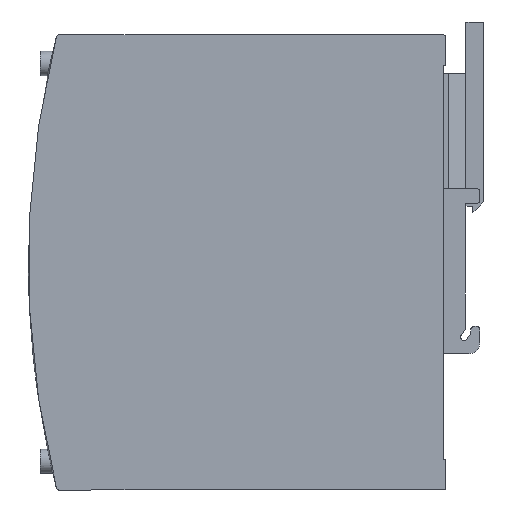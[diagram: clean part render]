
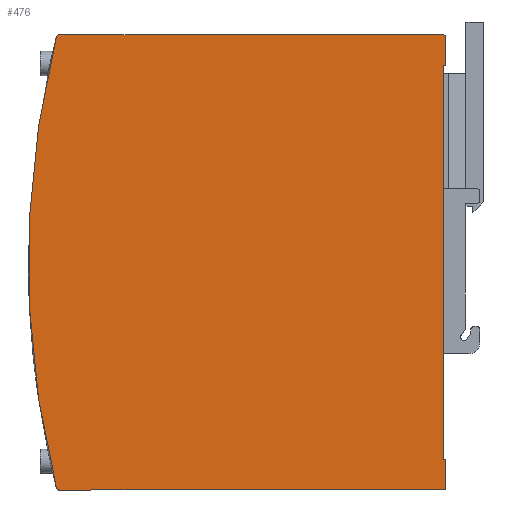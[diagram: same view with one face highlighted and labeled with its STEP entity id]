
A CAD part, front view. The second image highlights one B-rep face of the part: STEP entity #476.
In plain terms, the highlighted planar face has unit normal (0, -1, 0).
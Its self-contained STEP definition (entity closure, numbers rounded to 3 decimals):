
#476=ADVANCED_FACE('',(#3708),#3710,.F.);
#3708=FACE_BOUND('',#3709,.T.);
#3709=EDGE_LOOP('',(#6576,#6577,#6578,#6579,#6580,#6581,#6582,#6583,#6584,#6585,
#6586,#6587));
#3710=PLANE('',#3711);
#3711=AXIS2_PLACEMENT_3D('',#3712,#3713,#3714);
#3712=CARTESIAN_POINT('',(0.,0.,0.));
#3713=DIRECTION('',(0.,1.,0.));
#3714=DIRECTION('',(0.,0.,-1.));
#6576=ORIENTED_EDGE('',*,*,#8407,.T.);
#6577=ORIENTED_EDGE('',*,*,#8408,.F.);
#6578=ORIENTED_EDGE('',*,*,#8409,.F.);
#6579=ORIENTED_EDGE('',*,*,#8410,.F.);
#6580=ORIENTED_EDGE('',*,*,#8411,.F.);
#6581=ORIENTED_EDGE('',*,*,#8412,.F.);
#6582=ORIENTED_EDGE('',*,*,#8263,.F.);
#6583=ORIENTED_EDGE('',*,*,#8406,.F.);
#6584=ORIENTED_EDGE('',*,*,#8413,.F.);
#6585=ORIENTED_EDGE('',*,*,#8414,.F.);
#6586=ORIENTED_EDGE('',*,*,#8415,.F.);
#6587=ORIENTED_EDGE('',*,*,#8416,.F.);
#8263=EDGE_CURVE('',#9238,#9240,#9241,.T.);
#8406=EDGE_CURVE('',#9480,#9238,#9482,.T.);
#8407=EDGE_CURVE('',#9483,#9484,#9485,.F.);
#8408=EDGE_CURVE('',#9486,#9484,#9487,.T.);
#8409=EDGE_CURVE('',#9488,#9486,#9489,.T.);
#8410=EDGE_CURVE('',#9490,#9488,#9491,.T.);
#8411=EDGE_CURVE('',#9492,#9490,#9493,.T.);
#8412=EDGE_CURVE('',#9240,#9492,#9494,.T.);
#8413=EDGE_CURVE('',#9495,#9480,#9496,.T.);
#8414=EDGE_CURVE('',#9497,#9495,#9498,.T.);
#8415=EDGE_CURVE('',#9499,#9497,#9500,.T.);
#8416=EDGE_CURVE('',#9483,#9499,#9501,.T.);
#9238=VERTEX_POINT('',#10947);
#9240=VERTEX_POINT('',#10951);
#9241=CIRCLE('',#10952,250.7);
#9480=VERTEX_POINT('',#12060);
#9482=CIRCLE('',#12064,0.7);
#9483=VERTEX_POINT('',#12068);
#9484=VERTEX_POINT('',#12069);
#9485=LINE('',#12070,#12071);
#9486=VERTEX_POINT('',#12073);
#9487=LINE('',#12074,#12075);
#9488=VERTEX_POINT('',#12077);
#9489=LINE('',#12078,#12079);
#9490=VERTEX_POINT('',#12081);
#9491=CIRCLE('',#12082,0.7);
#9492=VERTEX_POINT('',#12086);
#9493=LINE('',#12087,#12088);
#9494=CIRCLE('',#12090,0.7);
#9495=VERTEX_POINT('',#12094);
#9496=LINE('',#12095,#12096);
#9497=VERTEX_POINT('',#12098);
#9498=CIRCLE('',#12099,0.7);
#9499=VERTEX_POINT('',#12103);
#9500=LINE('',#12104,#12105);
#9501=LINE('',#12107,#12108);
#10947=CARTESIAN_POINT('',(-42.999,0.,-66.805));
#10951=CARTESIAN_POINT('',(-42.999,0.,56.138));
#10952=AXIS2_PLACEMENT_3D('',#10953,#10954,#10955);
#10953=CARTESIAN_POINT('',(200.047,0.,-5.334));
#10954=DIRECTION('',(0.,1.,0.));
#10955=DIRECTION('',(-0.969,0.,-0.245));
#12060=CARTESIAN_POINT('',(-42.321,0.,-67.334));
#12064=AXIS2_PLACEMENT_3D('',#12065,#12066,#12067);
#12065=CARTESIAN_POINT('',(-42.321,0.,-66.634));
#12066=DIRECTION('',(0.,1.,0.));
#12067=DIRECTION('',(0.,0.,-1.));
#12068=CARTESIAN_POINT('',(62.347,0.,-58.934));
#12069=CARTESIAN_POINT('',(62.347,0.,48.266));
#12070=CARTESIAN_POINT('',(62.347,0.,48.266));
#12071=VECTOR('',#12072,1.);
#12072=DIRECTION('',(0.,0.,-1.));
#12073=CARTESIAN_POINT('',(63.047,0.,48.266));
#12074=CARTESIAN_POINT('',(63.047,0.,48.266));
#12075=VECTOR('',#12076,1.);
#12076=DIRECTION('',(-1.,0.,0.));
#12077=CARTESIAN_POINT('',(63.047,0.,55.966));
#12078=CARTESIAN_POINT('',(63.047,0.,55.966));
#12079=VECTOR('',#12080,1.);
#12080=DIRECTION('',(0.,0.,-1.));
#12081=CARTESIAN_POINT('',(62.347,0.,56.666));
#12082=AXIS2_PLACEMENT_3D('',#12083,#12084,#12085);
#12083=CARTESIAN_POINT('',(62.347,0.,55.966));
#12084=DIRECTION('',(-0.,1.,0.));
#12085=DIRECTION('',(0.,0.,1.));
#12086=CARTESIAN_POINT('',(-42.321,0.,56.666));
#12087=CARTESIAN_POINT('',(-42.321,0.,56.666));
#12088=VECTOR('',#12089,1.);
#12089=DIRECTION('',(1.,0.,0.));
#12090=AXIS2_PLACEMENT_3D('',#12091,#12092,#12093);
#12091=CARTESIAN_POINT('',(-42.321,0.,55.966));
#12092=DIRECTION('',(0.,1.,0.));
#12093=DIRECTION('',(-0.969,0.,0.245));
#12094=CARTESIAN_POINT('',(62.347,0.,-67.334));
#12095=CARTESIAN_POINT('',(62.347,0.,-67.334));
#12096=VECTOR('',#12097,1.);
#12097=DIRECTION('',(-1.,0.,0.));
#12098=CARTESIAN_POINT('',(63.047,0.,-66.634));
#12099=AXIS2_PLACEMENT_3D('',#12100,#12101,#12102);
#12100=CARTESIAN_POINT('',(62.347,0.,-66.634));
#12101=DIRECTION('',(-0.,1.,0.));
#12102=DIRECTION('',(1.,0.,0.));
#12103=CARTESIAN_POINT('',(63.047,0.,-58.934));
#12104=CARTESIAN_POINT('',(63.047,0.,-58.934));
#12105=VECTOR('',#12106,1.);
#12106=DIRECTION('',(0.,0.,-1.));
#12107=CARTESIAN_POINT('',(62.347,0.,-58.934));
#12108=VECTOR('',#12109,1.);
#12109=DIRECTION('',(1.,0.,0.));
